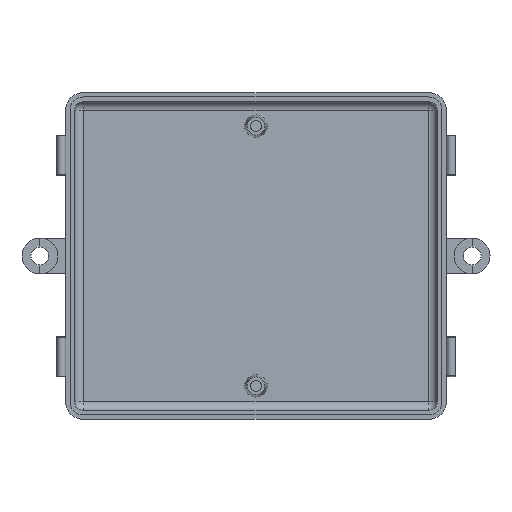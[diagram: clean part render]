
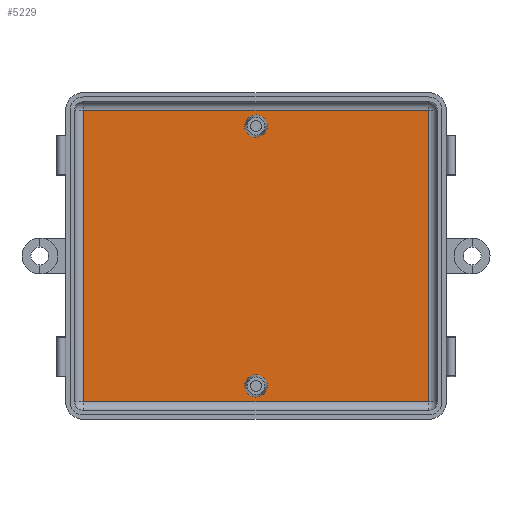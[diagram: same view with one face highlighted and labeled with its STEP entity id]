
A CAD part, top view. The second image highlights one B-rep face of the part: STEP entity #5229.
In plain terms, the highlighted planar face has unit normal (0, 0, 1).
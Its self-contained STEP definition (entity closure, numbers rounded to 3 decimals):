
#5066 = VERTEX_POINT('',#5067);
#5067 = CARTESIAN_POINT('',(-38.5,32.5,-7.6));
#5074 = EDGE_CURVE('',#5066,#5075,#5077,.T.);
#5075 = VERTEX_POINT('',#5076);
#5076 = CARTESIAN_POINT('',(38.5,32.5,-7.6));
#5077 = LINE('',#5078,#5079);
#5078 = CARTESIAN_POINT('',(-42.5,32.5,-7.6));
#5079 = VECTOR('',#5080,1.);
#5080 = DIRECTION('',(1.,0.,0.));
#5116 = VERTEX_POINT('',#5117);
#5117 = CARTESIAN_POINT('',(38.5,-32.5,-7.6));
#5124 = EDGE_CURVE('',#5116,#5075,#5125,.T.);
#5125 = LINE('',#5126,#5127);
#5126 = CARTESIAN_POINT('',(38.5,-36.5,-7.6));
#5127 = VECTOR('',#5128,1.);
#5128 = DIRECTION('',(0.,1.,0.));
#5158 = VERTEX_POINT('',#5159);
#5159 = CARTESIAN_POINT('',(-38.5,-32.5,-7.6));
#5166 = EDGE_CURVE('',#5158,#5116,#5167,.T.);
#5167 = LINE('',#5168,#5169);
#5168 = CARTESIAN_POINT('',(-42.5,-32.5,-7.6));
#5169 = VECTOR('',#5170,1.);
#5170 = DIRECTION('',(1.,0.,0.));
#5200 = EDGE_CURVE('',#5158,#5066,#5201,.T.);
#5201 = LINE('',#5202,#5203);
#5202 = CARTESIAN_POINT('',(-38.5,-36.5,-7.6));
#5203 = VECTOR('',#5204,1.);
#5204 = DIRECTION('',(0.,1.,0.));
#5229 = ADVANCED_FACE('',(#5230,#5236,#5247),#5258,.T.);
#5230 = FACE_BOUND('',#5231,.T.);
#5231 = EDGE_LOOP('',(#5232,#5233,#5234,#5235));
#5232 = ORIENTED_EDGE('',*,*,#5200,.F.);
#5233 = ORIENTED_EDGE('',*,*,#5166,.T.);
#5234 = ORIENTED_EDGE('',*,*,#5124,.T.);
#5235 = ORIENTED_EDGE('',*,*,#5074,.F.);
#5236 = FACE_BOUND('',#5237,.T.);
#5237 = EDGE_LOOP('',(#5238));
#5238 = ORIENTED_EDGE('',*,*,#5239,.F.);
#5239 = EDGE_CURVE('',#5240,#5240,#5242,.T.);
#5240 = VERTEX_POINT('',#5241);
#5241 = CARTESIAN_POINT('',(2.5,-29.,-7.6));
#5242 = CIRCLE('',#5243,2.5);
#5243 = AXIS2_PLACEMENT_3D('',#5244,#5245,#5246);
#5244 = CARTESIAN_POINT('',(0.,-29.,-7.6));
#5245 = DIRECTION('',(0.,0.,1.));
#5246 = DIRECTION('',(1.,0.,0.));
#5247 = FACE_BOUND('',#5248,.T.);
#5248 = EDGE_LOOP('',(#5249));
#5249 = ORIENTED_EDGE('',*,*,#5250,.F.);
#5250 = EDGE_CURVE('',#5251,#5251,#5253,.T.);
#5251 = VERTEX_POINT('',#5252);
#5252 = CARTESIAN_POINT('',(2.5,29.,-7.6));
#5253 = CIRCLE('',#5254,2.5);
#5254 = AXIS2_PLACEMENT_3D('',#5255,#5256,#5257);
#5255 = CARTESIAN_POINT('',(0.,29.,-7.6));
#5256 = DIRECTION('',(0.,0.,1.));
#5257 = DIRECTION('',(1.,0.,0.));
#5258 = PLANE('',#5259);
#5259 = AXIS2_PLACEMENT_3D('',#5260,#5261,#5262);
#5260 = CARTESIAN_POINT('',(-42.5,-36.5,-7.6));
#5261 = DIRECTION('',(0.,0.,1.));
#5262 = DIRECTION('',(1.,0.,0.));
